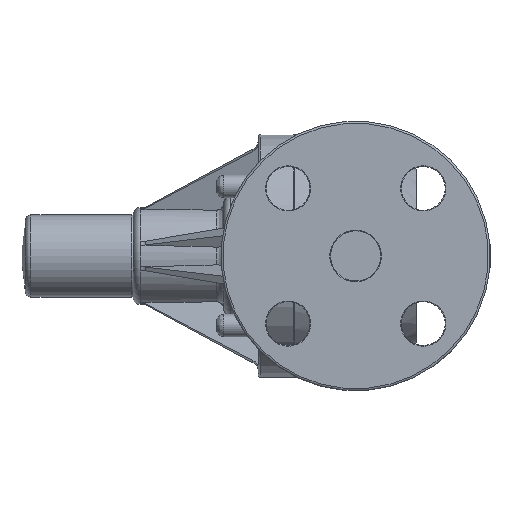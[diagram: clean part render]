
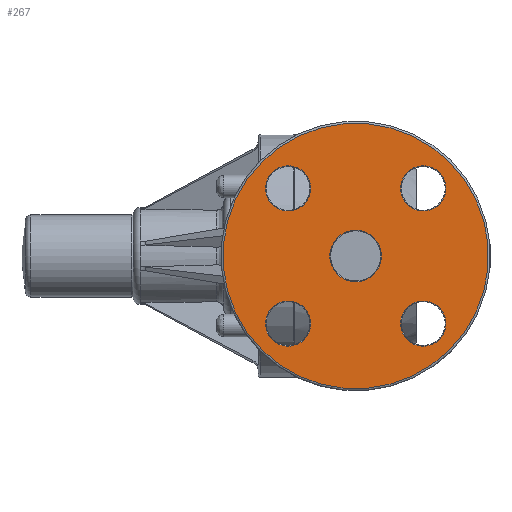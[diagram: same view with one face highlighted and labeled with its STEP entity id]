
A CAD part, left-side view. The second image highlights one B-rep face of the part: STEP entity #267.
In plain terms, the highlighted planar face has unit normal (-1, 0, 0).
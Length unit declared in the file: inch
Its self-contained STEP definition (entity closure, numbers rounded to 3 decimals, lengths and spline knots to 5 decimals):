
#161=CARTESIAN_POINT('',(-3.585,2.22507,1.35057));
#162=VERTEX_POINT('',#161);
#163=CARTESIAN_POINT('',(-3.585,0.8745,0.));
#164=DIRECTION('',(1.,0.,0.));
#165=DIRECTION('',(0.,-0.707,-0.707));
#166=AXIS2_PLACEMENT_3D('',#163,#164,#165);
#167=CIRCLE('',#166,1.91);
#168=EDGE_CURVE('',#162,#162,#167,.T.);
#204=CARTESIAN_POINT('',(-3.585,1.68803,0.81353));
#205=DIRECTION('',(-1.0,0.0,0.0));
#206=DIRECTION('',(0.0,-0.707,0.707));
#207=AXIS2_PLACEMENT_3D('',#204,#205,#206);
#208=PLANE('',#207);
#209=ORIENTED_EDGE('',*,*,#168,.F.);
#210=EDGE_LOOP('',(#209));
#211=FACE_OUTER_BOUND('',#210,.T.);
#212=CARTESIAN_POINT('',(-3.585,-0.32758,-0.74246));
#213=VERTEX_POINT('',#212);
#214=CARTESIAN_POINT('',(-3.585,-0.09777,-0.97227));
#215=DIRECTION('',(-1.0,0.,0.));
#216=DIRECTION('',(0.,0.707,-0.707));
#217=AXIS2_PLACEMENT_3D('',#214,#215,#216);
#218=CIRCLE('',#217,0.325);
#219=EDGE_CURVE('',#213,#213,#218,.T.);
#220=ORIENTED_EDGE('',*,*,#219,.F.);
#221=EDGE_LOOP('',(#220));
#222=FACE_BOUND('',#221,.T.);
#223=CARTESIAN_POINT('',(-3.585,1.61696,-1.20208));
#224=VERTEX_POINT('',#223);
#225=CARTESIAN_POINT('',(-3.585,1.84677,-0.97227));
#226=DIRECTION('',(-1.0,0.,0.));
#227=DIRECTION('',(0.,0.707,0.707));
#228=AXIS2_PLACEMENT_3D('',#225,#226,#227);
#229=CIRCLE('',#228,0.325);
#230=EDGE_CURVE('',#224,#224,#229,.T.);
#231=ORIENTED_EDGE('',*,*,#230,.F.);
#232=EDGE_LOOP('',(#231));
#233=FACE_BOUND('',#232,.T.);
#234=CARTESIAN_POINT('',(-3.585,2.07658,0.74246));
#235=VERTEX_POINT('',#234);
#236=CARTESIAN_POINT('',(-3.585,1.84677,0.97227));
#237=DIRECTION('',(-1.0,0.,0.));
#238=DIRECTION('',(0.,-0.707,0.707));
#239=AXIS2_PLACEMENT_3D('',#236,#237,#238);
#240=CIRCLE('',#239,0.325);
#241=EDGE_CURVE('',#235,#235,#240,.T.);
#242=ORIENTED_EDGE('',*,*,#241,.F.);
#243=EDGE_LOOP('',(#242));
#244=FACE_BOUND('',#243,.T.);
#245=CARTESIAN_POINT('',(-3.585,1.13684,0.26234));
#246=VERTEX_POINT('',#245);
#247=CARTESIAN_POINT('',(-3.585,0.8745,0.));
#248=DIRECTION('',(-1.0,0.,0.));
#249=DIRECTION('',(0.,-0.707,-0.707));
#250=AXIS2_PLACEMENT_3D('',#247,#248,#249);
#251=CIRCLE('',#250,0.371);
#252=EDGE_CURVE('',#246,#246,#251,.T.);
#253=ORIENTED_EDGE('',*,*,#252,.F.);
#254=EDGE_LOOP('',(#253));
#255=FACE_BOUND('',#254,.T.);
#256=CARTESIAN_POINT('',(-3.585,0.13204,1.20208));
#257=VERTEX_POINT('',#256);
#258=CARTESIAN_POINT('',(-3.585,-0.09777,0.97227));
#259=DIRECTION('',(-1.0,0.,0.));
#260=DIRECTION('',(0.,-0.707,-0.707));
#261=AXIS2_PLACEMENT_3D('',#258,#259,#260);
#262=CIRCLE('',#261,0.325);
#263=EDGE_CURVE('',#257,#257,#262,.T.);
#264=ORIENTED_EDGE('',*,*,#263,.F.);
#265=EDGE_LOOP('',(#264));
#266=FACE_BOUND('',#265,.T.);
#267=ADVANCED_FACE('',(#211,#222,#233,#244,#255,#266),#208,.T.);
